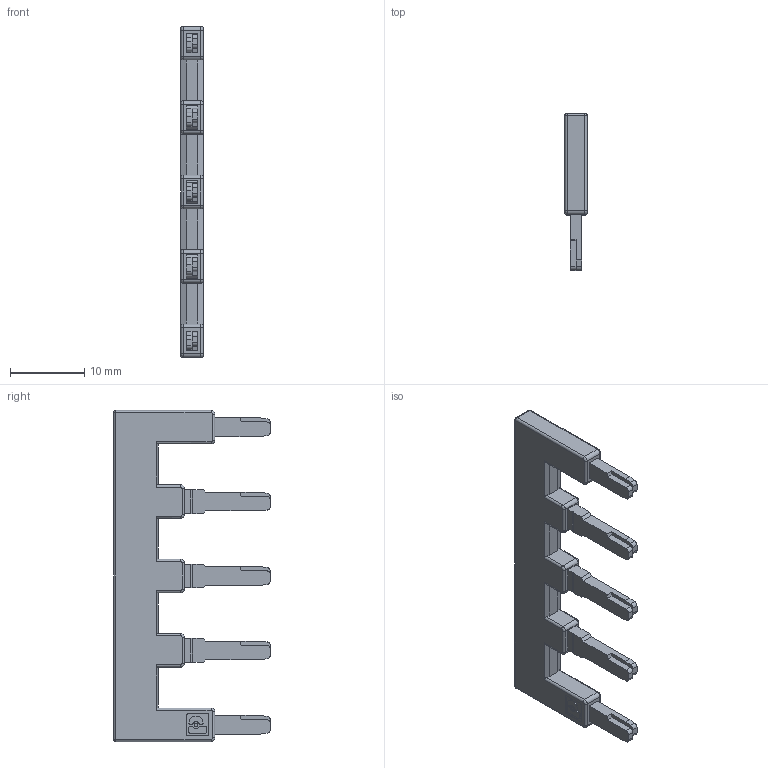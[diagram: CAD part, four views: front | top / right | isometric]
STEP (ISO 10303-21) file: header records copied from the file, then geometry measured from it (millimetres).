
FILE_DESCRIPTION(('SolidDesigner STEP Export'),'1');
FILE_NAME('fbsk_5-10.stp','2000-11-29T11:26:45',(''),(''), 'SolidDesigner STEP processor Version: 7.0(Mar 1999)for AP214(CD)(Solid Model)', 'CoCreate SolidDesigner: 08.01 19-Jun-2000(C) CoCreate Software GmbH','');
FILE_SCHEMA(('AUTOMOTIVE_DESIGN_CC2 {1 2 10303 214 -1 1 5 1}'));
Length unit declared in the file: millimetre
Products named in the file (1): fbsk_5-10
Bounding box: 3 x 21.07 x 44.5 mm (x, y, z)
Volume: 1307.2 mm3; surface area: 1590.6 mm2
Topology: 1 solids, 1 shells, 288 faces, 764 edges, 483 vertices
Faces by surface type: plane 171, cylinder 93, torus 20, sphere 4
Entity records: 11078 total; most frequent: ORIENTED_EDGE 1520, CARTESIAN_POINT 1518, DIRECTION 1516, EDGE_CURVE 760, VECTOR 554, LINE 554, VERTEX_POINT 483, AXIS2_PLACEMENT_3D 481
